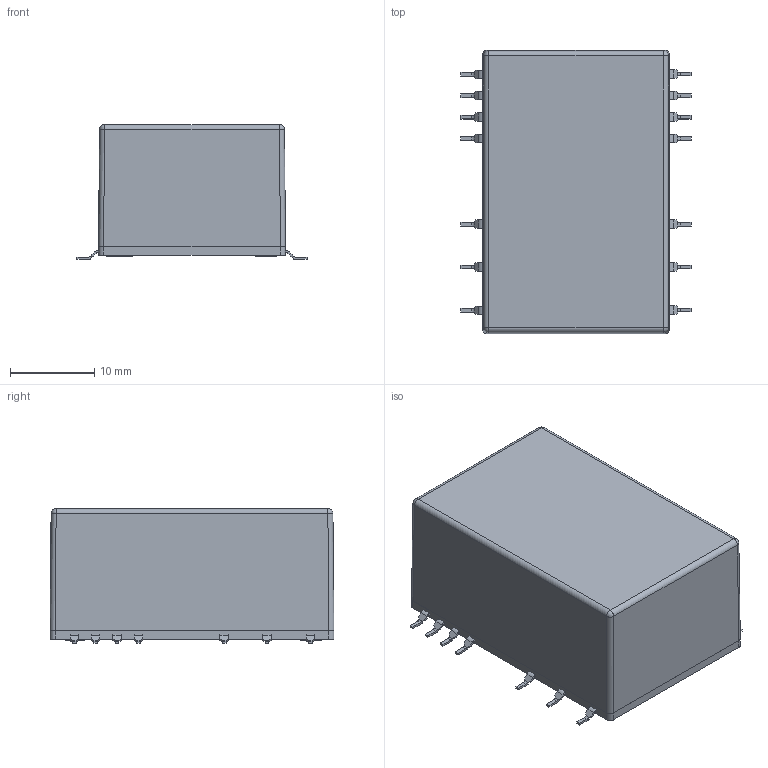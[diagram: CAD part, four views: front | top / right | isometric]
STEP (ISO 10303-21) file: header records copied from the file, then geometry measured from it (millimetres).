
FILE_DESCRIPTION(('Creo Elements/Direct Modeling STEP Export'),'2;1');
FILE_NAME('IRM01-SMD.stp','2016-06-28T10:47:02',(''),(''),'PTC Creo Elements/Direct Modeling STEP processor for AP214 (Solid Model)','PTC Creo Elements/Direct Modeling 19.0 09-May-2014 (C) Parametric Technology GmbH','');
FILE_SCHEMA(('AUTOMOTIVE_DESIGN { 1 0 10303 214 1 1 1 1 }'));
Length unit declared in the file: millimetre
Products named in the file (6): P1_1_1_1_3_1_1_PRT_1_PRT_PRT.PRT.16; P1_1_1_1_2_1_PRT_2_1_1_PRT_PRT.PRT.7; P1_1_1_1_3_1_1_PRT_2_6_PRT_PRT.PRT; P2_PRT_22_PRT_PRT.PRT; _X2_4E0A84CB_X0__PRT_21_PRT_PRT.PRT; SMD_X2_4E0B84CB_X0__ASM_ASM_27_.ASM
Assembly tree (16 placements, depth 2):
  SMD_X2_4E0B84CB_X0__ASM_ASM_27_.ASM
    _X2_4E0A84CB_X0__PRT_21_PRT_PRT.PRT
    P1_1_1_1_2_1_PRT_2_1_1_PRT_PRT.PRT.7  x10
    P1_1_1_1_3_1_1_PRT_1_PRT_PRT.PRT.16  x3
    P2_PRT_22_PRT_PRT.PRT
    P1_1_1_1_3_1_1_PRT_2_6_PRT_PRT.PRT
Bounding box: 27.3 x 33.7 x 16 mm (x, y, z)
Volume: 2448.3 mm3; surface area: 6970.8 mm2
Topology: 16 solids, 16 shells, 750 faces, 2068 edges, 1356 vertices
Faces by surface type: plane 602, cylinder 140, sphere 8
Entity records: 18631 total; most frequent: CARTESIAN_POINT 2785, ORIENTED_EDGE 2772, DIRECTION 2508, EDGE_CURVE 1386, VECTOR 1234, LINE 1234, VERTEX_POINT 914, AXIS2_PLACEMENT_3D 637
